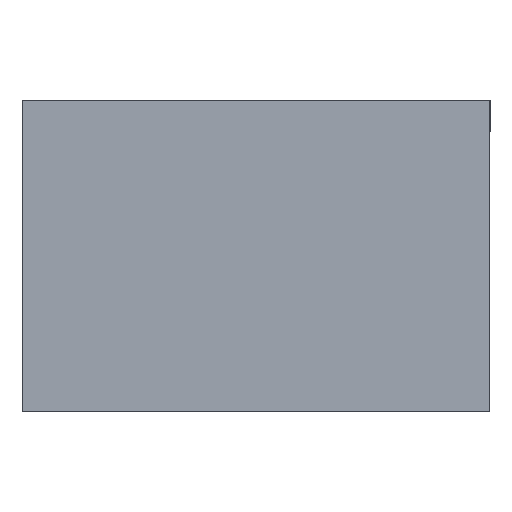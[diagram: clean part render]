
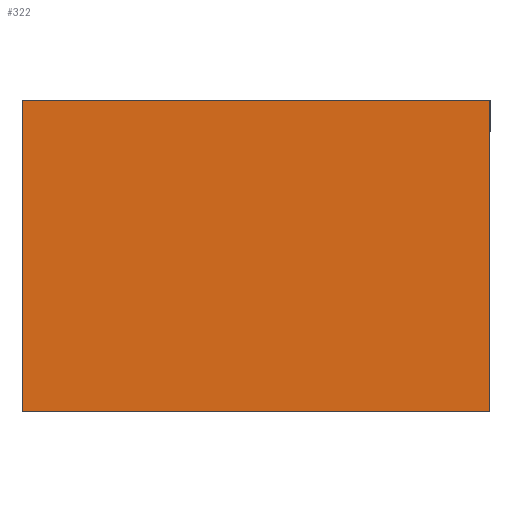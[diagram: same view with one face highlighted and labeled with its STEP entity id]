
A CAD part, left-side view. The second image highlights one B-rep face of the part: STEP entity #322.
In plain terms, the highlighted planar face has unit normal (-1, 0, 0).
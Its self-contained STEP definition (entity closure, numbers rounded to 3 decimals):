
#125 = DIRECTION ( 'NONE',  ( 0., 0., -1. ) ) ;
#179 = CARTESIAN_POINT ( 'NONE',  ( 0., 15., 10. ) ) ;
#322 = ADVANCED_FACE ( 'NONE', ( #2739 ), #2780, .F. ) ;
#478 = DIRECTION ( 'NONE',  ( 0., -1., 0. ) ) ;
#579 = VECTOR ( 'NONE', #3160, 1000. ) ;
#593 = CARTESIAN_POINT ( 'NONE',  ( 0., 0., 10. ) ) ;
#730 = EDGE_LOOP ( 'NONE', ( #2902, #780, #1210, #1192 ) ) ;
#780 = ORIENTED_EDGE ( 'NONE', *, *, #2528, .F. ) ;
#1102 = LINE ( 'NONE', #593, #2391 ) ;
#1151 = DIRECTION ( 'NONE',  ( 0., -1., 0. ) ) ;
#1192 = ORIENTED_EDGE ( 'NONE', *, *, #2992, .T. ) ;
#1210 = ORIENTED_EDGE ( 'NONE', *, *, #1261, .F. ) ;
#1261 = EDGE_CURVE ( 'NONE', #2198, #2498, #2438, .T. ) ;
#1371 = CARTESIAN_POINT ( 'NONE',  ( 0., 0., 10. ) ) ;
#1445 = CARTESIAN_POINT ( 'NONE',  ( 0., 0., 0. ) ) ;
#1579 = CARTESIAN_POINT ( 'NONE',  ( 0., 15., 0. ) ) ;
#1777 = DIRECTION ( 'NONE',  ( 0., 0., -1. ) ) ;
#1922 = VECTOR ( 'NONE', #478, 1000. ) ;
#2014 = VERTEX_POINT ( 'NONE', #1445 ) ;
#2198 = VERTEX_POINT ( 'NONE', #3167 ) ;
#2391 = VECTOR ( 'NONE', #125, 1000. ) ;
#2438 = LINE ( 'NONE', #1371, #3089 ) ;
#2487 = VERTEX_POINT ( 'NONE', #1579 ) ;
#2498 = VERTEX_POINT ( 'NONE', #3143 ) ;
#2528 = EDGE_CURVE ( 'NONE', #2498, #2014, #1102, .T. ) ;
#2691 = EDGE_CURVE ( 'NONE', #2487, #2014, #2955, .T. ) ;
#2739 = FACE_OUTER_BOUND ( 'NONE', #730, .T. ) ;
#2780 = PLANE ( 'NONE',  #2798 ) ;
#2793 = CARTESIAN_POINT ( 'NONE',  ( 0., 0., 10. ) ) ;
#2798 = AXIS2_PLACEMENT_3D ( 'NONE', #2793, #3231, #1777 ) ;
#2902 = ORIENTED_EDGE ( 'NONE', *, *, #2691, .T. ) ;
#2912 = LINE ( 'NONE', #179, #579 ) ;
#2955 = LINE ( 'NONE', #2990, #1922 ) ;
#2990 = CARTESIAN_POINT ( 'NONE',  ( 0., 0., 0. ) ) ;
#2992 = EDGE_CURVE ( 'NONE', #2198, #2487, #2912, .T. ) ;
#3089 = VECTOR ( 'NONE', #1151, 1000. ) ;
#3143 = CARTESIAN_POINT ( 'NONE',  ( 0., 0., 10. ) ) ;
#3160 = DIRECTION ( 'NONE',  ( 0., 0., -1. ) ) ;
#3167 = CARTESIAN_POINT ( 'NONE',  ( 0., 15., 10. ) ) ;
#3231 = DIRECTION ( 'NONE',  ( 1., 0., 0. ) ) ;
